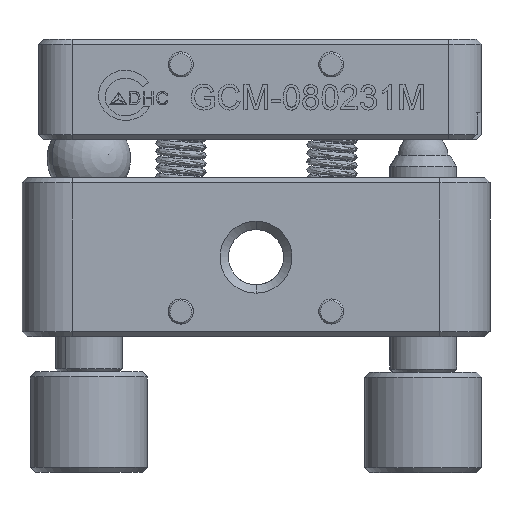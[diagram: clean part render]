
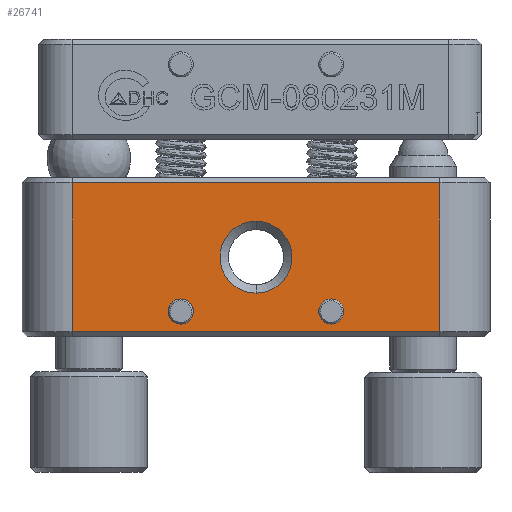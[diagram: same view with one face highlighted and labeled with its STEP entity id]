
A CAD part, front view. The second image highlights one B-rep face of the part: STEP entity #26741.
In plain terms, the highlighted planar face has unit normal (0, -1, 0).
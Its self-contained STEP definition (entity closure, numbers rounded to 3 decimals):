
#487 = EDGE_LOOP ( 'NONE', ( #11982, #10927, #12257, #27795 ) ) ;
#527 = EDGE_LOOP ( 'NONE', ( #34079, #24189 ) ) ;
#784 = AXIS2_PLACEMENT_3D ( 'NONE', #15455, #35725, #18354 ) ;
#1026 = DIRECTION ( 'NONE',  ( 1., 0., 0. ) ) ;
#1061 = VERTEX_POINT ( 'NONE', #37654 ) ;
#1129 = CIRCLE ( 'NONE', #20044, 0.75 ) ;
#1252 = CARTESIAN_POINT ( 'NONE',  ( 36.498, -6.131, -35.377 ) ) ;
#2176 = CARTESIAN_POINT ( 'NONE',  ( 25.498, -6.131, -37.977 ) ) ;
#2275 = AXIS2_PLACEMENT_3D ( 'NONE', #14692, #34960, #17591 ) ;
#2379 = DIRECTION ( 'NONE',  ( 0., 0., 1. ) ) ;
#2621 = CIRCLE ( 'NONE', #784, 2.15 ) ;
#2757 = VERTEX_POINT ( 'NONE', #24486 ) ;
#3791 = VERTEX_POINT ( 'NONE', #18661 ) ;
#4198 = DIRECTION ( 'NONE',  ( -1., 0., 0. ) ) ;
#4459 = FACE_BOUND ( 'NONE', #26709, .T. ) ;
#4796 = CARTESIAN_POINT ( 'NONE',  ( 47.498, -6.131, -37.677 ) ) ;
#5017 = LINE ( 'NONE', #21315, #19508 ) ;
#5154 = VERTEX_POINT ( 'NONE', #4796 ) ;
#5361 = AXIS2_PLACEMENT_3D ( 'NONE', #27549, #16020, #36297 ) ;
#5381 = FACE_BOUND ( 'NONE', #527, .T. ) ;
#6252 = EDGE_CURVE ( 'NONE', #19546, #27237, #9133, .T. ) ;
#7000 = CARTESIAN_POINT ( 'NONE',  ( 25.498, -6.131, -28.777 ) ) ;
#7281 = EDGE_CURVE ( 'NONE', #3791, #5154, #5017, .T. ) ;
#8018 = ORIENTED_EDGE ( 'NONE', *, *, #6252, .T. ) ;
#8065 = CARTESIAN_POINT ( 'NONE',  ( 40.998, -6.131, -35.727 ) ) ;
#8117 = VERTEX_POINT ( 'NONE', #33825 ) ;
#9133 = CIRCLE ( 'NONE', #35659, 2.15 ) ;
#9275 = CARTESIAN_POINT ( 'NONE',  ( 40.998, -6.131, -36.477 ) ) ;
#9709 = CARTESIAN_POINT ( 'NONE',  ( 25.498, -6.131, -28.777 ) ) ;
#10064 = PLANE ( 'NONE',  #5361 ) ;
#10072 = CARTESIAN_POINT ( 'NONE',  ( 31.998, -6.131, -36.477 ) ) ;
#10305 = VECTOR ( 'NONE', #2379, 1000. ) ;
#10472 = ORIENTED_EDGE ( 'NONE', *, *, #28973, .F. ) ;
#10927 = ORIENTED_EDGE ( 'NONE', *, *, #17244, .T. ) ;
#11450 = CARTESIAN_POINT ( 'NONE',  ( 36.498, -6.131, -31.077 ) ) ;
#11982 = ORIENTED_EDGE ( 'NONE', *, *, #35885, .T. ) ;
#12192 = FACE_OUTER_BOUND ( 'NONE', #487, .T. ) ;
#12201 = DIRECTION ( 'NONE',  ( 0., 0., -1. ) ) ;
#12257 = ORIENTED_EDGE ( 'NONE', *, *, #12432, .T. ) ;
#12333 = DIRECTION ( 'NONE',  ( 0., 1., 0. ) ) ;
#12432 = EDGE_CURVE ( 'NONE', #30575, #3791, #18878, .T. ) ;
#12970 = DIRECTION ( 'NONE',  ( 0., 0., -1. ) ) ;
#13347 = DIRECTION ( 'NONE',  ( 0., -1., 0. ) ) ;
#14692 = CARTESIAN_POINT ( 'NONE',  ( 40.998, -6.131, -36.477 ) ) ;
#15455 = CARTESIAN_POINT ( 'NONE',  ( 36.498, -6.131, -33.227 ) ) ;
#15678 = EDGE_CURVE ( 'NONE', #30672, #22136, #19671, .T. ) ;
#16020 = DIRECTION ( 'NONE',  ( 0., 1., 0. ) ) ;
#17244 = EDGE_CURVE ( 'NONE', #2757, #30575, #35508, .T. ) ;
#17591 = DIRECTION ( 'NONE',  ( 0., 0., -1. ) ) ;
#17981 = VECTOR ( 'NONE', #25382, 1000. ) ;
#18354 = DIRECTION ( 'NONE',  ( 0., 0., 1. ) ) ;
#18661 = CARTESIAN_POINT ( 'NONE',  ( 25.498, -6.131, -37.677 ) ) ;
#18878 = LINE ( 'NONE', #2176, #17981 ) ;
#18934 = AXIS2_PLACEMENT_3D ( 'NONE', #9275, #29548, #12201 ) ;
#19508 = VECTOR ( 'NONE', #1026, 1000. ) ;
#19546 = VERTEX_POINT ( 'NONE', #1252 ) ;
#19671 = CIRCLE ( 'NONE', #18934, 0.75 ) ;
#19882 = FACE_BOUND ( 'NONE', #35544, .T. ) ;
#20044 = AXIS2_PLACEMENT_3D ( 'NONE', #10072, #30329, #12970 ) ;
#21315 = CARTESIAN_POINT ( 'NONE',  ( 22.498, -6.131, -37.677 ) ) ;
#22136 = VERTEX_POINT ( 'NONE', #28164 ) ;
#22672 = CARTESIAN_POINT ( 'NONE',  ( 47.498, -6.131, -28.477 ) ) ;
#24189 = ORIENTED_EDGE ( 'NONE', *, *, #15678, .F. ) ;
#24486 = CARTESIAN_POINT ( 'NONE',  ( 47.498, -6.131, -28.777 ) ) ;
#24810 = LINE ( 'NONE', #22672, #10305 ) ;
#25382 = DIRECTION ( 'NONE',  ( 0., 0., -1. ) ) ;
#26709 = EDGE_LOOP ( 'NONE', ( #10472, #31339 ) ) ;
#26741 = ADVANCED_FACE ( 'NONE', ( #19882, #4459, #5381, #12192 ), #10064, .F. ) ;
#27237 = VERTEX_POINT ( 'NONE', #11450 ) ;
#27549 = CARTESIAN_POINT ( 'NONE',  ( 22.498, -6.131, -28.477 ) ) ;
#27560 = CIRCLE ( 'NONE', #2275, 0.75 ) ;
#27795 = ORIENTED_EDGE ( 'NONE', *, *, #7281, .T. ) ;
#27806 = VECTOR ( 'NONE', #4198, 1000. ) ;
#27843 = EDGE_CURVE ( 'NONE', #22136, #30672, #27560, .T. ) ;
#28164 = CARTESIAN_POINT ( 'NONE',  ( 40.998, -6.131, -37.227 ) ) ;
#28973 = EDGE_CURVE ( 'NONE', #8117, #1061, #36137, .T. ) ;
#29548 = DIRECTION ( 'NONE',  ( 0., -1., 0. ) ) ;
#29683 = CARTESIAN_POINT ( 'NONE',  ( 36.498, -6.131, -33.227 ) ) ;
#30329 = DIRECTION ( 'NONE',  ( 0., -1., 0. ) ) ;
#30575 = VERTEX_POINT ( 'NONE', #9709 ) ;
#30672 = VERTEX_POINT ( 'NONE', #8065 ) ;
#30686 = CARTESIAN_POINT ( 'NONE',  ( 31.998, -6.131, -36.477 ) ) ;
#31223 = EDGE_CURVE ( 'NONE', #1061, #8117, #1129, .T. ) ;
#31339 = ORIENTED_EDGE ( 'NONE', *, *, #31223, .F. ) ;
#32591 = DIRECTION ( 'NONE',  ( 0., 0., 1. ) ) ;
#33622 = DIRECTION ( 'NONE',  ( 0., 0., -1. ) ) ;
#33825 = CARTESIAN_POINT ( 'NONE',  ( 31.998, -6.131, -37.227 ) ) ;
#34079 = ORIENTED_EDGE ( 'NONE', *, *, #27843, .F. ) ;
#34611 = EDGE_CURVE ( 'NONE', #27237, #19546, #2621, .T. ) ;
#34960 = DIRECTION ( 'NONE',  ( 0., -1., 0. ) ) ;
#35508 = LINE ( 'NONE', #7000, #27806 ) ;
#35544 = EDGE_LOOP ( 'NONE', ( #8018, #37549 ) ) ;
#35659 = AXIS2_PLACEMENT_3D ( 'NONE', #29683, #12333, #32591 ) ;
#35725 = DIRECTION ( 'NONE',  ( 0., 1., 0. ) ) ;
#35885 = EDGE_CURVE ( 'NONE', #5154, #2757, #24810, .T. ) ;
#36137 = CIRCLE ( 'NONE', #36551, 0.75 ) ;
#36297 = DIRECTION ( 'NONE',  ( 0., 0., 1. ) ) ;
#36551 = AXIS2_PLACEMENT_3D ( 'NONE', #30686, #13347, #33622 ) ;
#37549 = ORIENTED_EDGE ( 'NONE', *, *, #34611, .T. ) ;
#37654 = CARTESIAN_POINT ( 'NONE',  ( 31.998, -6.131, -35.727 ) ) ;
